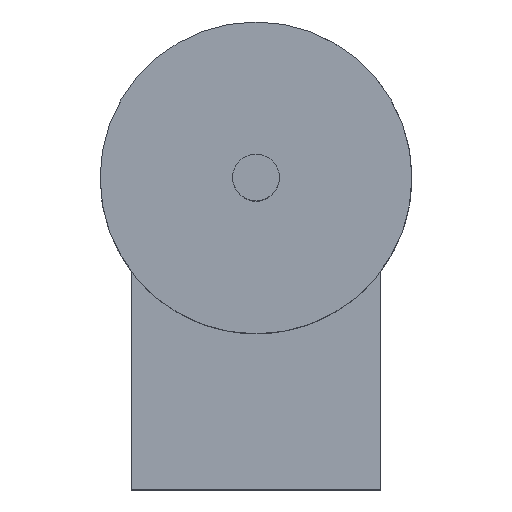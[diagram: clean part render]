
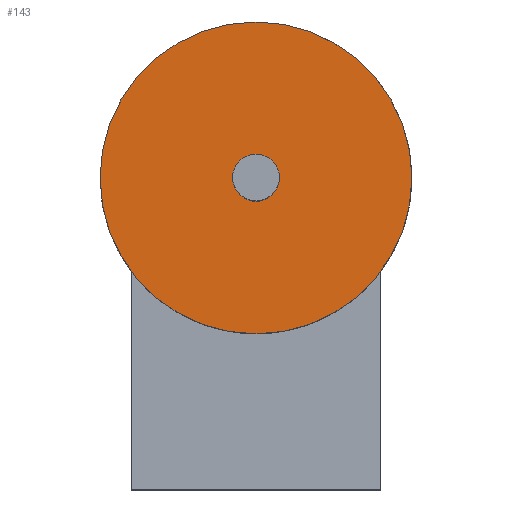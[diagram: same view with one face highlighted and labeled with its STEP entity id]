
A CAD part, top view. The second image highlights one B-rep face of the part: STEP entity #143.
In plain terms, the highlighted planar face has unit normal (0, 0, 1).
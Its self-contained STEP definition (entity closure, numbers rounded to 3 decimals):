
#15=FACE_BOUND('',#36,.T.);
#17=PLANE('',#172);
#26=FACE_OUTER_BOUND('',#35,.T.);
#35=EDGE_LOOP('',(#115));
#36=EDGE_LOOP('',(#116));
#66=CIRCLE('',#164,5.);
#71=CIRCLE('',#170,0.75);
#72=VERTEX_POINT('',#224);
#79=VERTEX_POINT('',#240);
#84=EDGE_CURVE('',#72,#72,#66,.T.);
#93=EDGE_CURVE('',#79,#79,#71,.T.);
#115=ORIENTED_EDGE('',*,*,#84,.T.);
#116=ORIENTED_EDGE('',*,*,#93,.T.);
#143=ADVANCED_FACE('',(#26,#15),#17,.T.);
#164=AXIS2_PLACEMENT_3D('',#225,#182,#183);
#170=AXIS2_PLACEMENT_3D('',#242,#198,#199);
#172=AXIS2_PLACEMENT_3D('',#244,#202,#203);
#182=DIRECTION('center_axis',(0.,0.,1.));
#183=DIRECTION('ref_axis',(1.,0.,0.));
#198=DIRECTION('center_axis',(0.,0.,-1.));
#199=DIRECTION('ref_axis',(1.,0.,0.));
#202=DIRECTION('center_axis',(0.,0.,1.));
#203=DIRECTION('ref_axis',(1.,0.,0.));
#224=CARTESIAN_POINT('',(-5.,0.,5.));
#225=CARTESIAN_POINT('Origin',(0.,0.,5.));
#240=CARTESIAN_POINT('',(-0.75,0.,5.));
#242=CARTESIAN_POINT('Origin',(0.,0.,5.));
#244=CARTESIAN_POINT('Origin',(0.,0.,5.));
